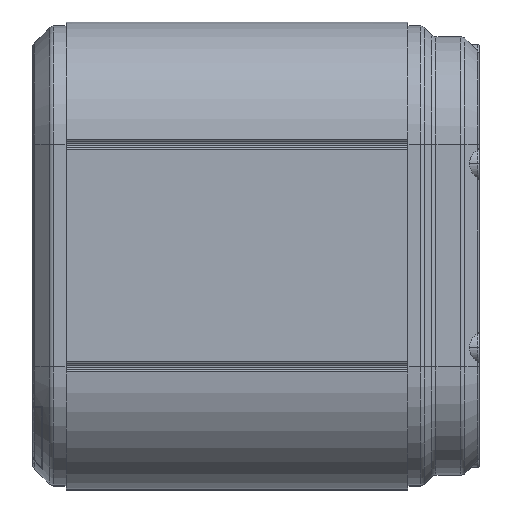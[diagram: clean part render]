
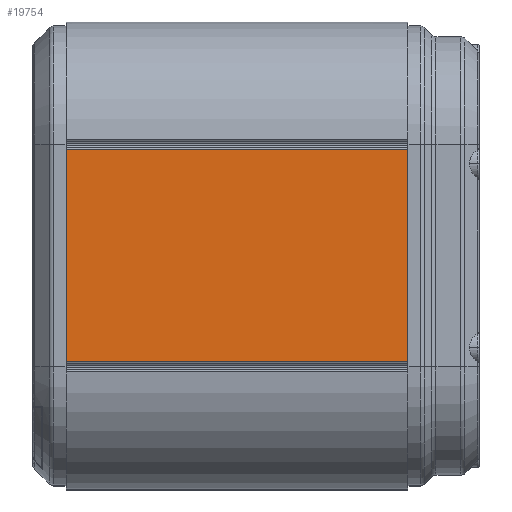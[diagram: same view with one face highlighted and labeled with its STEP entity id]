
A CAD part, top view. The second image highlights one B-rep face of the part: STEP entity #19754.
In plain terms, the highlighted planar face has unit normal (0, 0, 1).
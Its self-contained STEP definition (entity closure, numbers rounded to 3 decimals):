
#1814 = VERTEX_POINT ( 'NONE', #14636 ) ;
#2600 = VECTOR ( 'NONE', #42441, 1000. ) ;
#2794 = VECTOR ( 'NONE', #32675, 1000. ) ;
#4292 = VECTOR ( 'NONE', #12603, 1000. ) ;
#5292 = PLANE ( 'NONE',  #8620 ) ;
#5469 = ORIENTED_EDGE ( 'NONE', *, *, #10377, .T. ) ;
#6830 = VERTEX_POINT ( 'NONE', #32469 ) ;
#7355 = EDGE_CURVE ( 'NONE', #1814, #6830, #27046, .T. ) ;
#8620 = AXIS2_PLACEMENT_3D ( 'NONE', #43054, #29342, #8741 ) ;
#8741 = DIRECTION ( 'NONE',  ( -1., 0., 0. ) ) ;
#10377 = EDGE_CURVE ( 'NONE', #11329, #42764, #31706, .T. ) ;
#11329 = VERTEX_POINT ( 'NONE', #15926 ) ;
#12603 = DIRECTION ( 'NONE',  ( 0., -1., 0. ) ) ;
#12776 = EDGE_CURVE ( 'NONE', #6830, #11329, #12963, .T. ) ;
#12779 = LINE ( 'NONE', #32195, #2600 ) ;
#12963 = LINE ( 'NONE', #29226, #2794 ) ;
#14636 = CARTESIAN_POINT ( 'NONE',  ( 12.4, -8.662, 19.075 ) ) ;
#14706 = ORIENTED_EDGE ( 'NONE', *, *, #22981, .T. ) ;
#15926 = CARTESIAN_POINT ( 'NONE',  ( -15.5, 8.663, 19.075 ) ) ;
#17114 = EDGE_LOOP ( 'NONE', ( #34385, #40654, #5469, #14706 ) ) ;
#19754 = ADVANCED_FACE ( 'NONE', ( #29905 ), #5292, .F. ) ;
#22981 = EDGE_CURVE ( 'NONE', #42764, #1814, #12779, .T. ) ;
#25952 = VECTOR ( 'NONE', #42765, 1000. ) ;
#26270 = CARTESIAN_POINT ( 'NONE',  ( -15.5, -9.075, 19.075 ) ) ;
#27046 = LINE ( 'NONE', #39297, #25952 ) ;
#28133 = CARTESIAN_POINT ( 'NONE',  ( -15.5, -8.662, 19.075 ) ) ;
#29226 = CARTESIAN_POINT ( 'NONE',  ( 18.2, 8.663, 19.075 ) ) ;
#29342 = DIRECTION ( 'NONE',  ( 0., 0., -1. ) ) ;
#29905 = FACE_OUTER_BOUND ( 'NONE', #17114, .T. ) ;
#31706 = LINE ( 'NONE', #26270, #4292 ) ;
#32195 = CARTESIAN_POINT ( 'NONE',  ( 18.2, -8.662, 19.075 ) ) ;
#32469 = CARTESIAN_POINT ( 'NONE',  ( 12.4, 8.663, 19.075 ) ) ;
#32675 = DIRECTION ( 'NONE',  ( -1., 0., 0. ) ) ;
#34385 = ORIENTED_EDGE ( 'NONE', *, *, #7355, .T. ) ;
#39297 = CARTESIAN_POINT ( 'NONE',  ( 12.4, -9.075, 19.075 ) ) ;
#40654 = ORIENTED_EDGE ( 'NONE', *, *, #12776, .T. ) ;
#42441 = DIRECTION ( 'NONE',  ( 1., 0., 0. ) ) ;
#42764 = VERTEX_POINT ( 'NONE', #28133 ) ;
#42765 = DIRECTION ( 'NONE',  ( 0., 1., 0. ) ) ;
#43054 = CARTESIAN_POINT ( 'NONE',  ( 18.2, -9.075, 19.075 ) ) ;
